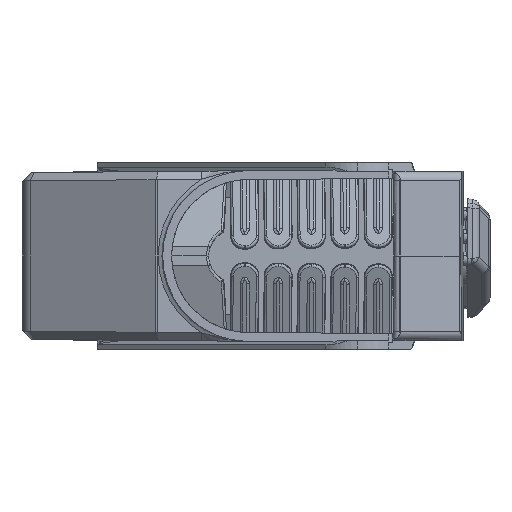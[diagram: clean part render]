
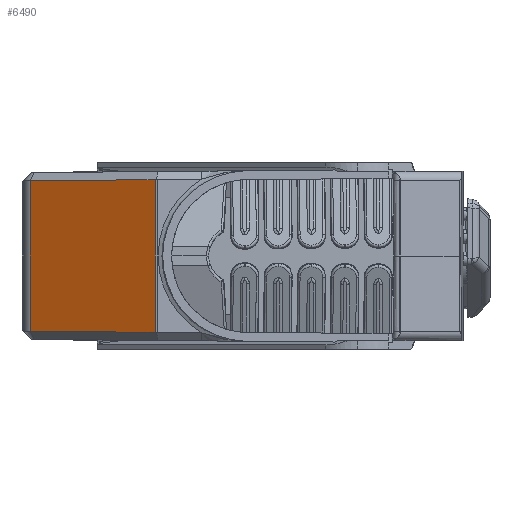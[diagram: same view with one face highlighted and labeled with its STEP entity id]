
A CAD part, left-side view. The second image highlights one B-rep face of the part: STEP entity #6490.
In plain terms, the highlighted planar face has unit normal (-0.871, 0.491, 0).
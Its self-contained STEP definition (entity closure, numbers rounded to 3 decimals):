
#6490=ADVANCED_FACE('NAUO5\\FILLET23',(#8151),#7454,.F.);
#7454=PLANE('',#26457);
#8151=FACE_OUTER_BOUND('',#9354,.T.);
#9354=EDGE_LOOP('',(#12771,#12772,#12773,#12774));
#12771=ORIENTED_EDGE('',*,*,#20896,.F.);
#12772=ORIENTED_EDGE('',*,*,#20897,.T.);
#12773=ORIENTED_EDGE('',*,*,#20865,.F.);
#12774=ORIENTED_EDGE('',*,*,#20898,.F.);
#18280=VERTEX_POINT('',#39257);
#18281=VERTEX_POINT('',#39258);
#18296=VERTEX_POINT('',#39403);
#18297=VERTEX_POINT('',#39404);
#20865=EDGE_CURVE('',#18280,#18281,#23568,.T.);
#20896=EDGE_CURVE('',#18296,#18297,#23577,.T.);
#20897=EDGE_CURVE('',#18296,#18281,#23578,.T.);
#20898=EDGE_CURVE('',#18297,#18280,#23579,.T.);
#23568=LINE('',#39256,#25004);
#23577=LINE('',#39402,#25013);
#23578=LINE('',#39405,#25014);
#23579=LINE('',#39406,#25015);
#25004=VECTOR('',#29176,1.);
#25013=VECTOR('',#29215,1.);
#25014=VECTOR('',#29216,1.);
#25015=VECTOR('',#29217,1.);
#26457=AXIS2_PLACEMENT_3D('',#39407,#29218,#29219);
#29176=DIRECTION('',(0.,0.,-1.));
#29215=DIRECTION('',(0.,0.,1.));
#29216=DIRECTION('',(-0.491,-0.871,-0.008));
#29217=DIRECTION('',(-0.491,-0.871,0.008));
#29218=DIRECTION('',(0.871,-0.491,0.));
#29219=DIRECTION('',(0.491,0.871,0.));
#39256=CARTESIAN_POINT('',(46.833,-16.079,39.252));
#39257=CARTESIAN_POINT('',(46.833,-16.079,37.412));
#39258=CARTESIAN_POINT('',(46.833,-16.079,3.092));
#39402=CARTESIAN_POINT('',(62.646,11.993,20.252));
#39403=CARTESIAN_POINT('',(62.646,11.993,3.336));
#39404=CARTESIAN_POINT('',(62.646,11.993,37.168));
#39405=CARTESIAN_POINT('',(54.74,-2.043,3.214));
#39406=CARTESIAN_POINT('',(54.74,-2.043,37.29));
#39407=CARTESIAN_POINT('',(46.703,-16.31,39.252));
